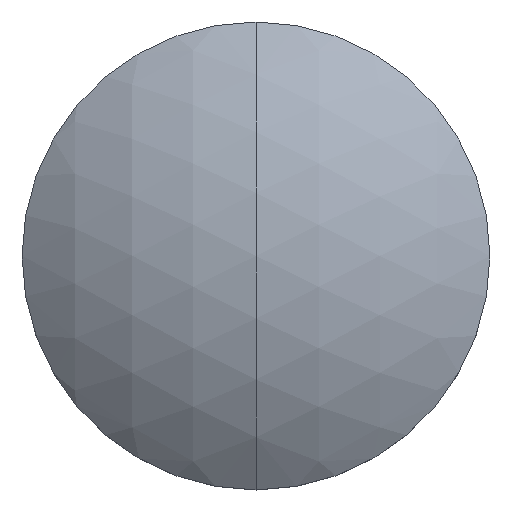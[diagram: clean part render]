
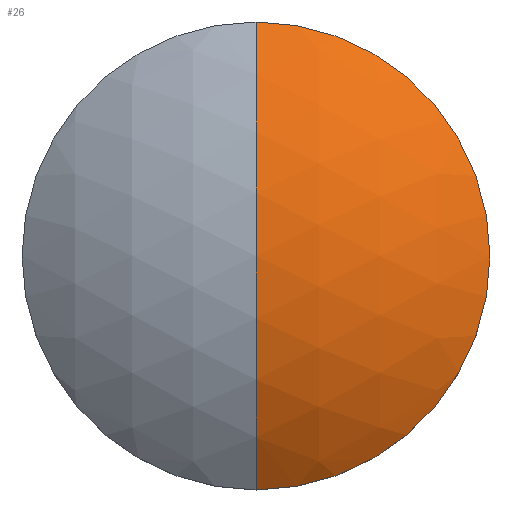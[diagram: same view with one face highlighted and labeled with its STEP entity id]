
A CAD part, top view. The second image highlights one B-rep face of the part: STEP entity #26.
In plain terms, the highlighted spherical face has radius 10.3 mm.
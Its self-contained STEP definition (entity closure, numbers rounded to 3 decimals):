
#16 = CARTESIAN_POINT ( 'NONE',  ( -13.935, 17.11, -12.581 ) ) ;
#24 = VERTEX_POINT ( 'NONE', #102 ) ;
#25 = VERTEX_POINT ( 'NONE', #100 ) ;
#26 = ADVANCED_FACE ( 'NONE', ( #99 ), #41, .T. ) ;
#34 = EDGE_CURVE ( 'NONE', #24, #38, #139, .T. ) ;
#35 = EDGE_CURVE ( 'NONE', #24, #25, #136, .T. ) ;
#38 = VERTEX_POINT ( 'NONE', #129 ) ;
#41 = SPHERICAL_SURFACE ( 'NONE', #88, 10.3 ) ;
#42 = DIRECTION ( 'NONE',  ( 0., 1., 0. ) ) ;
#43 = DIRECTION ( 'NONE',  ( 1., 0., 0. ) ) ;
#60 = ORIENTED_EDGE ( 'NONE', *, *, #35, .F. ) ;
#71 = ORIENTED_EDGE ( 'NONE', *, *, #34, .T. ) ;
#72 = EDGE_CURVE ( 'NONE', #25, #38, #234, .T. ) ;
#74 = ORIENTED_EDGE ( 'NONE', *, *, #72, .F. ) ;
#88 = AXIS2_PLACEMENT_3D ( 'NONE', #16, #43, #42 ) ;
#99 = FACE_OUTER_BOUND ( 'NONE', #108, .T. ) ;
#100 = CARTESIAN_POINT ( 'NONE',  ( -13.935, 23.46, -4.472 ) ) ;
#102 = CARTESIAN_POINT ( 'NONE',  ( -13.935, 17.11, -2.281 ) ) ;
#108 = EDGE_LOOP ( 'NONE', ( #60, #71, #74 ) ) ;
#129 = CARTESIAN_POINT ( 'NONE',  ( -13.935, 10.76, -4.472 ) ) ;
#130 = DIRECTION ( 'NONE',  ( 0., 1., 0. ) ) ;
#131 = DIRECTION ( 'NONE',  ( 1., 0., 0. ) ) ;
#133 = CARTESIAN_POINT ( 'NONE',  ( -13.935, 17.11, -12.581 ) ) ;
#136 = CIRCLE ( 'NONE', #159, 10.3 ) ;
#138 = AXIS2_PLACEMENT_3D ( 'NONE', #133, #131, #130 ) ;
#139 = CIRCLE ( 'NONE', #138, 10.3 ) ;
#156 = DIRECTION ( 'NONE',  ( 0., 0., 1. ) ) ;
#157 = DIRECTION ( 'NONE',  ( -1., 0., 0. ) ) ;
#158 = CARTESIAN_POINT ( 'NONE',  ( -13.935, 17.11, -12.581 ) ) ;
#159 = AXIS2_PLACEMENT_3D ( 'NONE', #158, #157, #156 ) ;
#234 = CIRCLE ( 'NONE', #276, 6.35 ) ;
#271 = DIRECTION ( 'NONE',  ( 0., 1., 0. ) ) ;
#272 = DIRECTION ( 'NONE',  ( 0., 0., -1. ) ) ;
#276 = AXIS2_PLACEMENT_3D ( 'NONE', #282, #272, #271 ) ;
#282 = CARTESIAN_POINT ( 'NONE',  ( -13.935, 17.11, -4.472 ) ) ;
